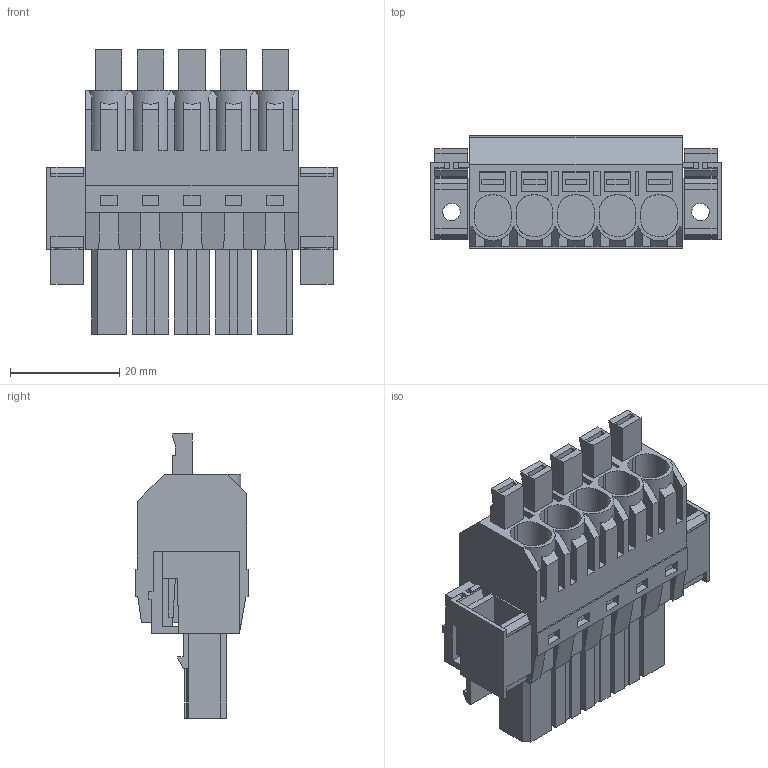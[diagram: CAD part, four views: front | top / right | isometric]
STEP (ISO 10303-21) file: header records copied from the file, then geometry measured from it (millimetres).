
FILE_DESCRIPTION(('CATIA V5 STEP','CAx-IF Rec.Pracs.--- Model Styling and Organization---1.4--- 2014-01-23'),'2;1');
FILE_NAME ('D1530214_2_2549350000_2549350000.stp','2024-03-18T12:33:17+00:00',('none'),('Weidmueller'),'CATIA Version 5-6 Release 2016 SP3 HF44','CATIA V5 STEP AP214','none');
FILE_SCHEMA(('AUTOMOTIVE_DESIGN { 1 0 10303 214 1 1 1 1 }'));
Length unit declared in the file: millimetre
Products named in the file (1): 2549350000
Bounding box: 53.34 x 20.6 x 52.11 mm (x, y, z)
Volume: 24537.7 mm3; surface area: 15149.1 mm2
Topology: 8 solids, 8 shells, 684 faces, 1938 edges, 1307 vertices
Faces by surface type: plane 651, cylinder 33
Entity records: 21097 total; most frequent: CARTESIAN_POINT 4042, ORIENTED_EDGE 3876, DIRECTION 2835, EDGE_CURVE 1938, VECTOR 1852, LINE 1852, VERTEX_POINT 1307, EDGE_LOOP 729
